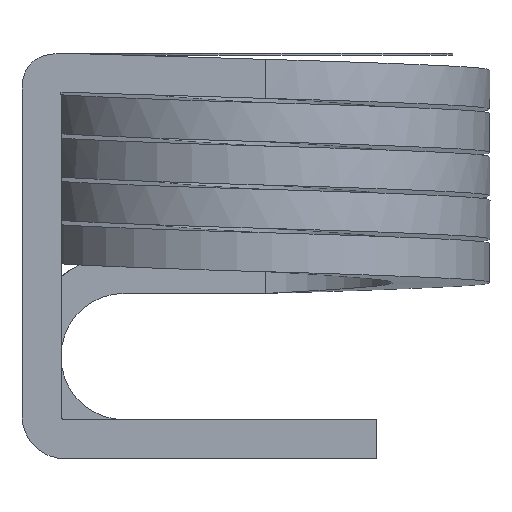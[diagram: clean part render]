
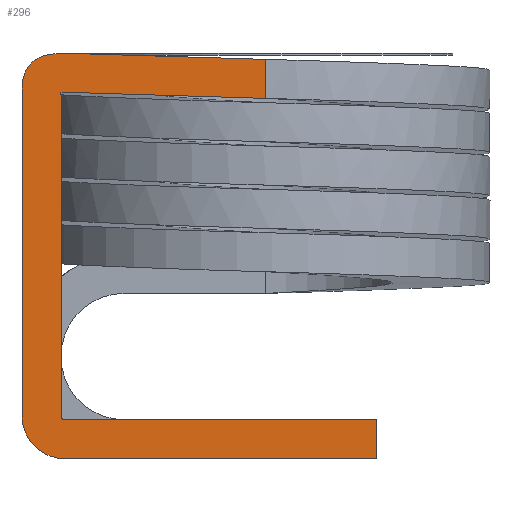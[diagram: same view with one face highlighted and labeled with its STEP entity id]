
A CAD part, left-side view. The second image highlights one B-rep face of the part: STEP entity #296.
In plain terms, the highlighted planar face has unit normal (-1, 0, 0).
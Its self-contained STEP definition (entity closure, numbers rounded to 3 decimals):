
#296 = ADVANCED_FACE( '', ( #602 ), #603, .F. );
#602 = FACE_OUTER_BOUND( '', #1229, .T. );
#603 = PLANE( '', #1230 );
#1229 = EDGE_LOOP( '', ( #2062, #2063, #2064, #2065, #2066, #2067, #2068, #2069, #2070, #2071, #2072, #2073, #2074 ) );
#1230 = AXIS2_PLACEMENT_3D( '', #2075, #2076, #2077 );
#2062 = ORIENTED_EDGE( '', *, *, #2781, .F. );
#2063 = ORIENTED_EDGE( '', *, *, #2652, .T. );
#2064 = ORIENTED_EDGE( '', *, *, #2784, .T. );
#2065 = ORIENTED_EDGE( '', *, *, #2717, .F. );
#2066 = ORIENTED_EDGE( '', *, *, #2785, .T. );
#2067 = ORIENTED_EDGE( '', *, *, #2655, .T. );
#2068 = ORIENTED_EDGE( '', *, *, #2603, .T. );
#2069 = ORIENTED_EDGE( '', *, *, #2682, .F. );
#2070 = ORIENTED_EDGE( '', *, *, #2637, .F. );
#2071 = ORIENTED_EDGE( '', *, *, #2786, .F. );
#2072 = ORIENTED_EDGE( '', *, *, #2787, .F. );
#2073 = ORIENTED_EDGE( '', *, *, #2788, .F. );
#2074 = ORIENTED_EDGE( '', *, *, #2789, .T. );
#2075 = CARTESIAN_POINT( '', ( -5.75, 0., 4.5 ) );
#2076 = DIRECTION( '', ( 1., 0., 0. ) );
#2077 = DIRECTION( '', ( 0., 0., -1. ) );
#2603 = EDGE_CURVE( '', #3044, #3042, #3045, .T. );
#2637 = EDGE_CURVE( '', #3098, #3096, #3100, .T. );
#2652 = EDGE_CURVE( '', #3125, #3123, #3126, .T. );
#2655 = EDGE_CURVE( '', #3129, #3044, #3130, .T. );
#2682 = EDGE_CURVE( '', #3096, #3042, #3171, .F. );
#2717 = EDGE_CURVE( '', #3221, #3219, #3223, .T. );
#2781 = EDGE_CURVE( '', #3125, #3301, #3302, .T. );
#2784 = EDGE_CURVE( '', #3123, #3219, #3305, .T. );
#2785 = EDGE_CURVE( '', #3221, #3129, #3306, .T. );
#2786 = EDGE_CURVE( '', #3307, #3098, #3308, .T. );
#2787 = EDGE_CURVE( '', #3309, #3307, #3310, .T. );
#2788 = EDGE_CURVE( '', #3311, #3309, #3312, .F. );
#2789 = EDGE_CURVE( '', #3311, #3301, #3313, .T. );
#3042 = VERTEX_POINT( '', #3737 );
#3044 = VERTEX_POINT( '', #3740 );
#3045 = LINE( '', #3741, #3742 );
#3096 = VERTEX_POINT( '', #3940 );
#3098 = VERTEX_POINT( '', #3943 );
#3100 = LINE( '', #3946, #3947 );
#3123 = VERTEX_POINT( '', #4005 );
#3125 = VERTEX_POINT( '', #4068 );
#3126 = LINE( '', #4069, #4070 );
#3129 = VERTEX_POINT( '', #4124 );
#3130 = CIRCLE( '', #4125, 1.1 );
#3171 = LINE( '', #4304, #4305 );
#3219 = VERTEX_POINT( '', #4446 );
#3221 = VERTEX_POINT( '', #4449 );
#3223 = B_SPLINE_CURVE_WITH_KNOTS( '', 3, ( #4452, #4453, #4454, #4455, #4456, #4457, #4458, #4459, #4460, #4461, #4462, #4463, #4464, #4465 ), .UNSPECIFIED., .F., .F., ( 4, 2, 2, 2, 2, 2, 4 ), ( 0., 0.241, 0.362, 0.483, 0.612, 0.741, 1. ), .UNSPECIFIED. );
#3301 = VERTEX_POINT( '', #4808 );
#3302 = LINE( '', #4809, #4810 );
#3305 = LINE( '', #4814, #4815 );
#3306 = LINE( '', #4816, #4817 );
#3307 = VERTEX_POINT( '', #4818 );
#3308 = CIRCLE( '', #4819, 0.1 );
#3309 = VERTEX_POINT( '', #4820 );
#3310 = LINE( '', #4821, #4822 );
#3311 = VERTEX_POINT( '', #4823 );
#3312 = B_SPLINE_CURVE_WITH_KNOTS( '', 3, ( #4824, #4825, #4826, #4827 ), .UNSPECIFIED., .F., .F., ( 4, 4 ), ( 0., 0.089 ), .UNSPECIFIED. );
#3313 = B_SPLINE_CURVE_WITH_KNOTS( '', 3, ( #4828, #4829, #4830, #4831 ), .UNSPECIFIED., .F., .F., ( 4, 4 ), ( 0.899, 1. ), .UNSPECIFIED. );
#3737 = CARTESIAN_POINT( '', ( -5.75, -2.85, -4.74 ) );
#3740 = CARTESIAN_POINT( '', ( -5.75, 5.15, -4.74 ) );
#3741 = CARTESIAN_POINT( '', ( -5.75, 5.15, -4.74 ) );
#3742 = VECTOR( '', #5083, 1000. );
#3940 = CARTESIAN_POINT( '', ( -5.75, -2.85, -3.74 ) );
#3943 = CARTESIAN_POINT( '', ( -5.75, 5.15, -3.74 ) );
#3946 = CARTESIAN_POINT( '', ( -5.75, 5.15, -3.74 ) );
#3947 = VECTOR( '', #5093, 1000. );
#4005 = CARTESIAN_POINT( '', ( -5.75, 0., 5.5 ) );
#4068 = CARTESIAN_POINT( '', ( -5.75, 0., 4.5 ) );
#4069 = CARTESIAN_POINT( '', ( -5.75, 0., 4.5 ) );
#4070 = VECTOR( '', #5101, 1000. );
#4124 = CARTESIAN_POINT( '', ( -5.75, 6.25, -3.64 ) );
#4125 = AXIS2_PLACEMENT_3D( '', #5102, #5103, #5104 );
#4304 = CARTESIAN_POINT( '', ( -5.75, -2.85, -4.74 ) );
#4305 = VECTOR( '', #5111, 1000. );
#4446 = CARTESIAN_POINT( '', ( -5.75, 5.13, 5.657 ) );
#4449 = CARTESIAN_POINT( '', ( -5.75, 6.25, 4.557 ) );
#4452 = CARTESIAN_POINT( '', ( -5.75, 6.25, 4.557 ) );
#4453 = CARTESIAN_POINT( '', ( -5.75, 6.253, 4.654 ) );
#4454 = CARTESIAN_POINT( '', ( -5.75, 6.258, 4.766 ) );
#4455 = CARTESIAN_POINT( '', ( -5.75, 6.232, 4.973 ) );
#4456 = CARTESIAN_POINT( '', ( -5.75, 6.217, 5.049 ) );
#4457 = CARTESIAN_POINT( '', ( -5.75, 6.153, 5.216 ) );
#4458 = CARTESIAN_POINT( '', ( -5.75, 6.101, 5.31 ) );
#4459 = CARTESIAN_POINT( '', ( -5.75, 5.934, 5.481 ) );
#4460 = CARTESIAN_POINT( '', ( -5.75, 5.835, 5.536 ) );
#4461 = CARTESIAN_POINT( '', ( -5.75, 5.66, 5.605 ) );
#4462 = CARTESIAN_POINT( '', ( -5.75, 5.581, 5.621 ) );
#4463 = CARTESIAN_POINT( '', ( -5.75, 5.362, 5.655 ) );
#4464 = CARTESIAN_POINT( '', ( -5.75, 5.238, 5.654 ) );
#4465 = CARTESIAN_POINT( '', ( -5.75, 5.128, 5.657 ) );
#4808 = CARTESIAN_POINT( '', ( -5.75, 5.133, 4.657 ) );
#4809 = CARTESIAN_POINT( '', ( -5.75, 0., 4.5 ) );
#4810 = VECTOR( '', #5141, 1000. );
#4814 = CARTESIAN_POINT( '', ( -5.75, 0., 5.5 ) );
#4815 = VECTOR( '', #5142, 1000. );
#4816 = CARTESIAN_POINT( '', ( -5.75, 6.25, 4.557 ) );
#4817 = VECTOR( '', #5143, 1000. );
#4818 = CARTESIAN_POINT( '', ( -5.75, 5.25, -3.64 ) );
#4819 = AXIS2_PLACEMENT_3D( '', #5144, #5145, #5146 );
#4820 = CARTESIAN_POINT( '', ( -5.75, 5.25, 4.557 ) );
#4821 = CARTESIAN_POINT( '', ( -5.75, 5.25, 4.557 ) );
#4822 = VECTOR( '', #5147, 1000. );
#4823 = CARTESIAN_POINT( '', ( -5.75, 5.252, 4.653 ) );
#4824 = CARTESIAN_POINT( '', ( -5.75, 5.25, 4.557 ) );
#4825 = CARTESIAN_POINT( '', ( -5.75, 5.251, 4.592 ) );
#4826 = CARTESIAN_POINT( '', ( -5.75, 5.252, 4.624 ) );
#4827 = CARTESIAN_POINT( '', ( -5.75, 5.252, 4.653 ) );
#4828 = CARTESIAN_POINT( '', ( -5.75, 5.252, 4.653 ) );
#4829 = CARTESIAN_POINT( '', ( -5.75, 5.217, 4.655 ) );
#4830 = CARTESIAN_POINT( '', ( -5.75, 5.177, 4.656 ) );
#4831 = CARTESIAN_POINT( '', ( -5.75, 5.135, 4.657 ) );
#5083 = DIRECTION( '', ( 0., -1., 0. ) );
#5093 = DIRECTION( '', ( 0., -1., 0. ) );
#5101 = DIRECTION( '', ( 0., 0., 1. ) );
#5102 = CARTESIAN_POINT( '', ( -5.75, 5.15, -3.64 ) );
#5103 = DIRECTION( '', ( -1., 0., 0. ) );
#5104 = DIRECTION( '', ( 0., 1., 0. ) );
#5111 = DIRECTION( '', ( 0., 0., 1. ) );
#5141 = DIRECTION( '', ( 0., 1., 0.031 ) );
#5142 = DIRECTION( '', ( 0., 1., 0.031 ) );
#5143 = DIRECTION( '', ( 0., 0., -1. ) );
#5144 = CARTESIAN_POINT( '', ( -5.75, 5.15, -3.64 ) );
#5145 = DIRECTION( '', ( -1., 0., 0. ) );
#5146 = DIRECTION( '', ( 0., 1., 0. ) );
#5147 = DIRECTION( '', ( 0., 0., -1. ) );
